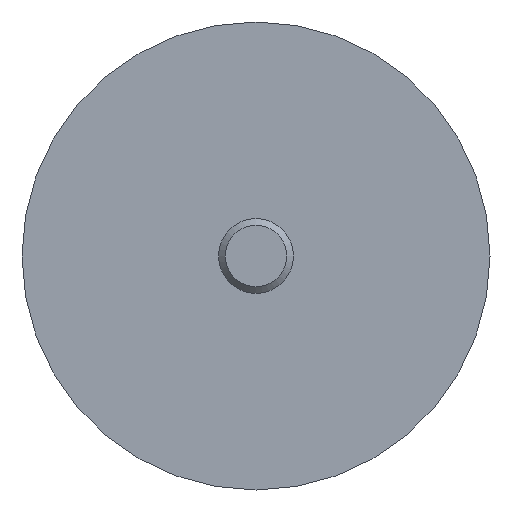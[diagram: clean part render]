
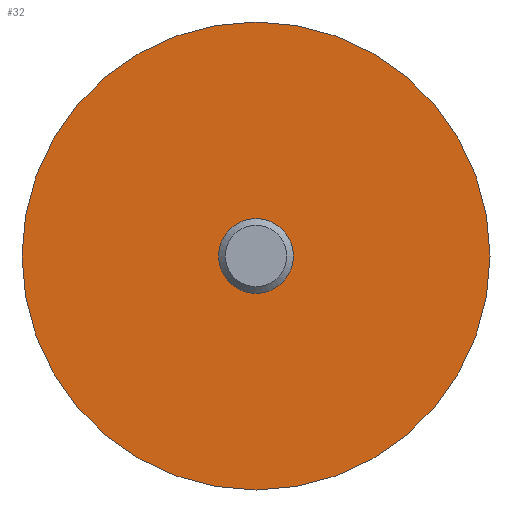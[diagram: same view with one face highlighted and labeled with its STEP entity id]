
A CAD part, front view. The second image highlights one B-rep face of the part: STEP entity #32.
In plain terms, the highlighted planar face has unit normal (0, -1, 0).
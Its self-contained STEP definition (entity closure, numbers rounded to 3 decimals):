
#32 = ADVANCED_FACE( '', ( #63, #64 ), #65, .F. );
#63 = FACE_BOUND( '', #92, .T. );
#64 = FACE_OUTER_BOUND( '', #93, .T. );
#65 = PLANE( '', #94 );
#92 = EDGE_LOOP( '', ( #117 ) );
#93 = EDGE_LOOP( '', ( #118 ) );
#94 = AXIS2_PLACEMENT_3D( '', #119, #120, #121 );
#117 = ORIENTED_EDGE( '', *, *, #146, .F. );
#118 = ORIENTED_EDGE( '', *, *, #148, .T. );
#119 = CARTESIAN_POINT( '', ( 37.5, 0., 0. ) );
#120 = DIRECTION( '', ( 0., 1., 0. ) );
#121 = DIRECTION( '', ( 0., 0., 1. ) );
#146 = EDGE_CURVE( '', #158, #158, #159, .T. );
#148 = EDGE_CURVE( '', #161, #161, #162, .T. );
#158 = VERTEX_POINT( '', #174 );
#159 = CIRCLE( '', #175, 6. );
#161 = VERTEX_POINT( '', #177 );
#162 = CIRCLE( '', #178, 37.5 );
#174 = CARTESIAN_POINT( '', ( 0., 0., -6. ) );
#175 = AXIS2_PLACEMENT_3D( '', #190, #191, #192 );
#177 = CARTESIAN_POINT( '', ( 0., 0., -37.5 ) );
#178 = AXIS2_PLACEMENT_3D( '', #193, #194, #195 );
#190 = CARTESIAN_POINT( '', ( 0., 0., 0. ) );
#191 = DIRECTION( '', ( 0., -1., 0. ) );
#192 = DIRECTION( '', ( 0., 0., -1. ) );
#193 = CARTESIAN_POINT( '', ( 0., 0., 0. ) );
#194 = DIRECTION( '', ( 0., -1., 0. ) );
#195 = DIRECTION( '', ( 0., 0., -1. ) );
